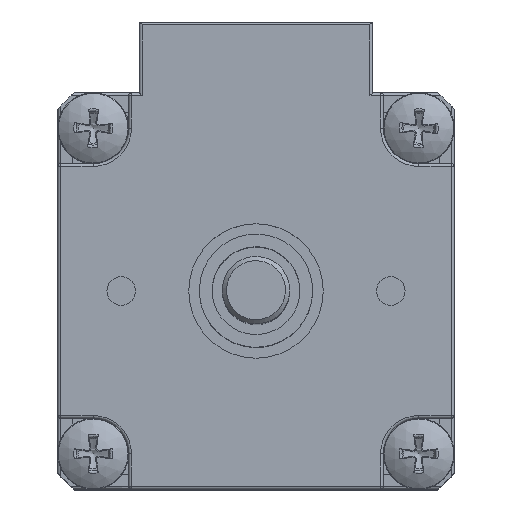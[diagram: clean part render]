
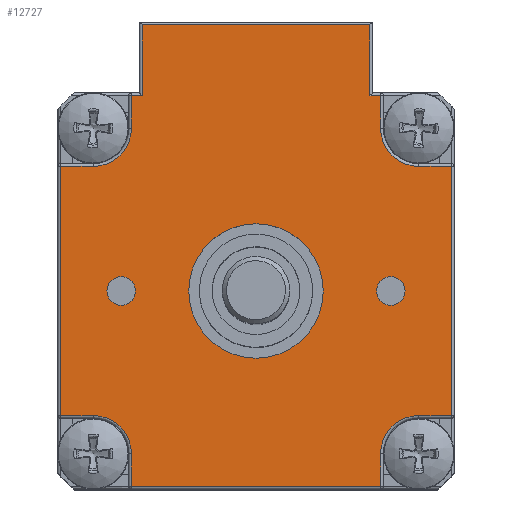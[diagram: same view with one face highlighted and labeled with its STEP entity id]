
A CAD part, top view. The second image highlights one B-rep face of the part: STEP entity #12727.
In plain terms, the highlighted planar face has unit normal (0, 0, 1).
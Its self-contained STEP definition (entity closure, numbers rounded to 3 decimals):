
#624=FACE_BOUND('',#2240,.T.);
#625=FACE_BOUND('',#2241,.T.);
#626=FACE_BOUND('',#2242,.T.);
#815=CIRCLE('',#13377,1.007);
#816=CIRCLE('',#13378,1.007);
#819=CIRCLE('',#13383,1.007);
#820=CIRCLE('',#13384,1.007);
#1009=CIRCLE('',#13785,2.7);
#1016=CIRCLE('',#13796,2.7);
#1024=CIRCLE('',#13808,2.7);
#1032=CIRCLE('',#13820,2.7);
#1043=CIRCLE('',#13857,4.75);
#1524=FACE_OUTER_BOUND('',#2239,.T.);
#2239=EDGE_LOOP('',(#10267,#10268,#10269,#10270,#10271,#10272,#10273,#10274,
#10275,#10276,#10277,#10278,#10279,#10280,#10281,#10282,#10283,#10284,#10285,
#10286));
#2240=EDGE_LOOP('',(#10287,#10288));
#2241=EDGE_LOOP('',(#10289,#10290));
#2242=EDGE_LOOP('',(#10291));
#3207=LINE('',#21149,#4447);
#3209=LINE('',#21161,#4449);
#3210=LINE('',#21166,#4450);
#3211=LINE('',#21171,#4451);
#3213=LINE('',#21181,#4453);
#3214=LINE('',#21186,#4454);
#3216=LINE('',#21195,#4456);
#3217=LINE('',#21203,#4457);
#3218=LINE('',#21208,#4458);
#3220=LINE('',#21217,#4460);
#3221=LINE('',#21225,#4461);
#3223=LINE('',#21232,#4463);
#3224=LINE('',#21236,#4464);
#3225=LINE('',#21239,#4465);
#3227=LINE('',#21245,#4467);
#3229=LINE('',#21249,#4469);
#4447=VECTOR('',#16384,2.3);
#4449=VECTOR('',#16398,2.3);
#4450=VECTOR('',#16405,17.6);
#4451=VECTOR('',#16410,2.3);
#4453=VECTOR('',#16424,2.3);
#4454=VECTOR('',#16431,17.6);
#4456=VECTOR('',#16439,2.3);
#4457=VECTOR('',#16452,2.3);
#4458=VECTOR('',#16459,17.6);
#4460=VECTOR('',#16467,2.3);
#4461=VECTOR('',#16480,2.3);
#4463=VECTOR('',#16486,5.);
#4464=VECTOR('',#16493,0.75);
#4465=VECTOR('',#16496,16.1);
#4467=VECTOR('',#16502,5.);
#4469=VECTOR('',#16508,0.75);
#5528=VERTEX_POINT('',#19162);
#5529=VERTEX_POINT('',#19163);
#5532=VERTEX_POINT('',#19173);
#5533=VERTEX_POINT('',#19174);
#5850=VERTEX_POINT('',#21145);
#5851=VERTEX_POINT('',#21147);
#5852=VERTEX_POINT('',#21151);
#5854=VERTEX_POINT('',#21157);
#5856=VERTEX_POINT('',#21164);
#5857=VERTEX_POINT('',#21168);
#5858=VERTEX_POINT('',#21170);
#5859=VERTEX_POINT('',#21174);
#5861=VERTEX_POINT('',#21184);
#5862=VERTEX_POINT('',#21188);
#5865=VERTEX_POINT('',#21193);
#5866=VERTEX_POINT('',#21197);
#5867=VERTEX_POINT('',#21206);
#5868=VERTEX_POINT('',#21210);
#5871=VERTEX_POINT('',#21215);
#5872=VERTEX_POINT('',#21219);
#5874=VERTEX_POINT('',#21229);
#5875=VERTEX_POINT('',#21231);
#5876=VERTEX_POINT('',#21238);
#5878=VERTEX_POINT('',#21244);
#5880=VERTEX_POINT('',#21280);
#6891=EDGE_CURVE('',#5528,#5529,#815,.T.);
#6892=EDGE_CURVE('',#5529,#5528,#816,.T.);
#6896=EDGE_CURVE('',#5532,#5533,#819,.T.);
#6897=EDGE_CURVE('',#5533,#5532,#820,.T.);
#7411=EDGE_CURVE('',#5851,#5850,#3207,.T.);
#7414=EDGE_CURVE('',#5850,#5852,#1009,.T.);
#7417=EDGE_CURVE('',#5852,#5854,#3209,.T.);
#7420=EDGE_CURVE('',#5856,#5851,#3210,.T.);
#7422=EDGE_CURVE('',#5857,#5858,#3211,.T.);
#7425=EDGE_CURVE('',#5858,#5859,#1016,.T.);
#7428=EDGE_CURVE('',#5859,#5856,#3213,.T.);
#7431=EDGE_CURVE('',#5861,#5857,#3214,.T.);
#7435=EDGE_CURVE('',#5865,#5862,#3216,.T.);
#7438=EDGE_CURVE('',#5862,#5866,#1024,.T.);
#7440=EDGE_CURVE('',#5866,#5861,#3217,.T.);
#7443=EDGE_CURVE('',#5867,#5865,#3218,.T.);
#7447=EDGE_CURVE('',#5871,#5868,#3220,.T.);
#7450=EDGE_CURVE('',#5868,#5872,#1032,.T.);
#7452=EDGE_CURVE('',#5872,#5867,#3221,.T.);
#7455=EDGE_CURVE('',#5874,#5875,#3223,.T.);
#7458=EDGE_CURVE('',#5854,#5874,#3224,.T.);
#7459=EDGE_CURVE('',#5875,#5876,#3225,.T.);
#7462=EDGE_CURVE('',#5876,#5878,#3227,.T.);
#7465=EDGE_CURVE('',#5878,#5871,#3229,.T.);
#7479=EDGE_CURVE('',#5880,#5880,#1043,.T.);
#10267=ORIENTED_EDGE('',*,*,#7455,.F.);
#10268=ORIENTED_EDGE('',*,*,#7458,.F.);
#10269=ORIENTED_EDGE('',*,*,#7417,.F.);
#10270=ORIENTED_EDGE('',*,*,#7414,.F.);
#10271=ORIENTED_EDGE('',*,*,#7411,.F.);
#10272=ORIENTED_EDGE('',*,*,#7420,.F.);
#10273=ORIENTED_EDGE('',*,*,#7428,.F.);
#10274=ORIENTED_EDGE('',*,*,#7425,.F.);
#10275=ORIENTED_EDGE('',*,*,#7422,.F.);
#10276=ORIENTED_EDGE('',*,*,#7431,.F.);
#10277=ORIENTED_EDGE('',*,*,#7440,.F.);
#10278=ORIENTED_EDGE('',*,*,#7438,.F.);
#10279=ORIENTED_EDGE('',*,*,#7435,.F.);
#10280=ORIENTED_EDGE('',*,*,#7443,.F.);
#10281=ORIENTED_EDGE('',*,*,#7452,.F.);
#10282=ORIENTED_EDGE('',*,*,#7450,.F.);
#10283=ORIENTED_EDGE('',*,*,#7447,.F.);
#10284=ORIENTED_EDGE('',*,*,#7465,.F.);
#10285=ORIENTED_EDGE('',*,*,#7462,.F.);
#10286=ORIENTED_EDGE('',*,*,#7459,.F.);
#10287=ORIENTED_EDGE('',*,*,#6891,.T.);
#10288=ORIENTED_EDGE('',*,*,#6892,.T.);
#10289=ORIENTED_EDGE('',*,*,#6896,.T.);
#10290=ORIENTED_EDGE('',*,*,#6897,.T.);
#10291=ORIENTED_EDGE('',*,*,#7479,.T.);
#12104=PLANE('',#13856);
#12727=ADVANCED_FACE('',(#1524,#624,#625,#626),#12104,.T.);
#13377=AXIS2_PLACEMENT_3D('',#19164,#15390,#15391);
#13378=AXIS2_PLACEMENT_3D('',#19165,#15392,#15393);
#13383=AXIS2_PLACEMENT_3D('',#19175,#15403,#15404);
#13384=AXIS2_PLACEMENT_3D('',#19176,#15405,#15406);
#13785=AXIS2_PLACEMENT_3D('',#21155,#16391,#16392);
#13796=AXIS2_PLACEMENT_3D('',#21176,#16417,#16418);
#13808=AXIS2_PLACEMENT_3D('',#21200,#16446,#16447);
#13820=AXIS2_PLACEMENT_3D('',#21222,#16474,#16475);
#13856=AXIS2_PLACEMENT_3D('',#21279,#16560,#16561);
#13857=AXIS2_PLACEMENT_3D('',#21281,#16562,#16563);
#15390=DIRECTION('center_axis',(0.,0.,-1.));
#15391=DIRECTION('ref_axis',(1.,0.,0.));
#15392=DIRECTION('center_axis',(0.,0.,-1.));
#15393=DIRECTION('ref_axis',(1.,0.,0.));
#15403=DIRECTION('center_axis',(0.,0.,-1.));
#15404=DIRECTION('ref_axis',(1.,0.,0.));
#15405=DIRECTION('center_axis',(0.,0.,-1.));
#15406=DIRECTION('ref_axis',(1.,0.,0.));
#16384=DIRECTION('',(1.,0.,0.));
#16391=DIRECTION('center_axis',(0.,0.,1.));
#16392=DIRECTION('ref_axis',(0.707,-0.707,0.));
#16398=DIRECTION('',(0.,1.,0.));
#16405=DIRECTION('',(0.,1.,0.));
#16410=DIRECTION('',(0.,1.,0.));
#16417=DIRECTION('center_axis',(0.,0.,1.));
#16418=DIRECTION('ref_axis',(0.707,0.707,0.));
#16424=DIRECTION('',(-1.,0.,0.));
#16431=DIRECTION('',(-1.,0.,0.));
#16439=DIRECTION('',(-1.,0.,0.));
#16446=DIRECTION('center_axis',(0.,0.,1.));
#16447=DIRECTION('ref_axis',(-0.707,0.707,0.));
#16452=DIRECTION('',(0.,-1.,0.));
#16459=DIRECTION('',(0.,-1.,0.));
#16467=DIRECTION('',(0.,-1.,0.));
#16474=DIRECTION('center_axis',(0.,0.,1.));
#16475=DIRECTION('ref_axis',(-0.707,-0.707,0.));
#16480=DIRECTION('',(1.,0.,0.));
#16486=DIRECTION('',(0.,1.,0.));
#16493=DIRECTION('',(1.,0.,0.));
#16496=DIRECTION('',(1.,0.,0.));
#16502=DIRECTION('',(0.,-1.,0.));
#16508=DIRECTION('',(1.,0.,0.));
#16560=DIRECTION('center_axis',(0.,0.,1.));
#16561=DIRECTION('ref_axis',(1.,0.,0.));
#16562=DIRECTION('center_axis',(0.,0.,-1.));
#16563=DIRECTION('ref_axis',(-1.,0.,0.));
#19162=CARTESIAN_POINT('',(10.532,0.,26.2));
#19163=CARTESIAN_POINT('',(8.519,0.,26.2));
#19164=CARTESIAN_POINT('Origin',(9.525,0.,26.2));
#19165=CARTESIAN_POINT('Origin',(9.525,0.,26.2));
#19173=CARTESIAN_POINT('',(-8.519,0.,26.2));
#19174=CARTESIAN_POINT('',(-10.532,0.,26.2));
#19175=CARTESIAN_POINT('Origin',(-9.525,0.,26.2));
#19176=CARTESIAN_POINT('Origin',(-9.525,0.,26.2));
#21145=CARTESIAN_POINT('',(-11.5,8.8,26.2));
#21147=CARTESIAN_POINT('',(-13.8,8.8,26.2));
#21149=CARTESIAN_POINT('',(-13.8,8.8,26.2));
#21151=CARTESIAN_POINT('',(-8.8,11.5,26.2));
#21155=CARTESIAN_POINT('Origin',(-11.5,11.5,26.2));
#21157=CARTESIAN_POINT('',(-8.8,13.8,26.2));
#21161=CARTESIAN_POINT('',(-8.8,11.5,26.2));
#21164=CARTESIAN_POINT('',(-13.8,-8.8,26.2));
#21166=CARTESIAN_POINT('',(-13.8,-8.8,26.2));
#21168=CARTESIAN_POINT('',(-8.8,-13.8,26.2));
#21170=CARTESIAN_POINT('',(-8.8,-11.5,26.2));
#21171=CARTESIAN_POINT('',(-8.8,-13.8,26.2));
#21174=CARTESIAN_POINT('',(-11.5,-8.8,26.2));
#21176=CARTESIAN_POINT('Origin',(-11.5,-11.5,26.2));
#21181=CARTESIAN_POINT('',(-11.5,-8.8,26.2));
#21184=CARTESIAN_POINT('',(8.8,-13.8,26.2));
#21186=CARTESIAN_POINT('',(8.8,-13.8,26.2));
#21188=CARTESIAN_POINT('',(11.5,-8.8,26.2));
#21193=CARTESIAN_POINT('',(13.8,-8.8,26.2));
#21195=CARTESIAN_POINT('',(13.8,-8.8,26.2));
#21197=CARTESIAN_POINT('',(8.8,-11.5,26.2));
#21200=CARTESIAN_POINT('Origin',(11.5,-11.5,26.2));
#21203=CARTESIAN_POINT('',(8.8,-11.5,26.2));
#21206=CARTESIAN_POINT('',(13.8,8.8,26.2));
#21208=CARTESIAN_POINT('',(13.8,8.8,26.2));
#21210=CARTESIAN_POINT('',(8.8,11.5,26.2));
#21215=CARTESIAN_POINT('',(8.8,13.8,26.2));
#21217=CARTESIAN_POINT('',(8.8,13.8,26.2));
#21219=CARTESIAN_POINT('',(11.5,8.8,26.2));
#21222=CARTESIAN_POINT('Origin',(11.5,11.5,26.2));
#21225=CARTESIAN_POINT('',(11.5,8.8,26.2));
#21229=CARTESIAN_POINT('',(-8.05,13.8,26.2));
#21231=CARTESIAN_POINT('',(-8.05,18.8,26.2));
#21232=CARTESIAN_POINT('',(-8.05,13.8,26.2));
#21236=CARTESIAN_POINT('',(-8.8,13.8,26.2));
#21238=CARTESIAN_POINT('',(8.05,18.8,26.2));
#21239=CARTESIAN_POINT('',(-8.05,18.8,26.2));
#21244=CARTESIAN_POINT('',(8.05,13.8,26.2));
#21245=CARTESIAN_POINT('',(8.05,18.8,26.2));
#21249=CARTESIAN_POINT('',(8.05,13.8,26.2));
#21279=CARTESIAN_POINT('Origin',(0.,0.,26.2));
#21280=CARTESIAN_POINT('',(4.75,0.,26.2));
#21281=CARTESIAN_POINT('Origin',(0.,0.,26.2));
